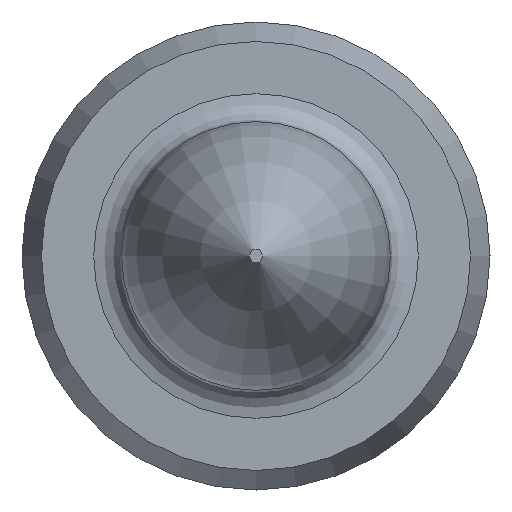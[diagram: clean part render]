
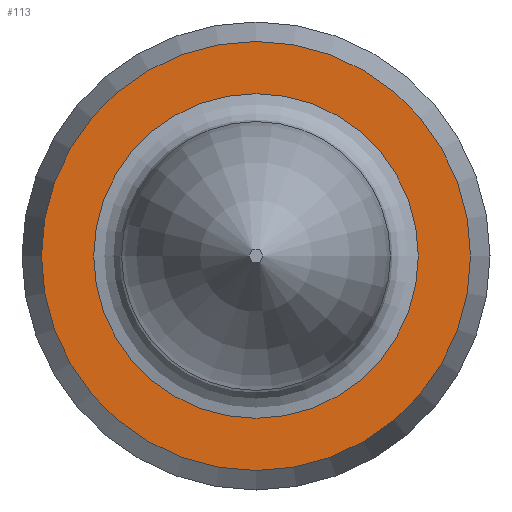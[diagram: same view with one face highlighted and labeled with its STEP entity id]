
A CAD part, left-side view. The second image highlights one B-rep face of the part: STEP entity #113.
In plain terms, the highlighted planar face has unit normal (-1, 0, 0).
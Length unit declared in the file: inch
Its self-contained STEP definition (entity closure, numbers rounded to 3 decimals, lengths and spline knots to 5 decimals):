
#7 = DIRECTION ( 'NONE',  ( 1., 0., 0. ) ) ;
#13 = PLANE ( 'NONE',  #106 ) ;
#46 = EDGE_LOOP ( 'NONE', ( #382 ) ) ;
#58 = DIRECTION ( 'NONE',  ( -1., 0., 0. ) ) ;
#85 = CIRCLE ( 'NONE', #551, 0.01165 ) ;
#106 = AXIS2_PLACEMENT_3D ( 'NONE', #726, #7, #873 ) ;
#113 = ADVANCED_FACE ( 'NONE', ( #774, #583 ), #13, .F. ) ;
#114 = CARTESIAN_POINT ( 'NONE',  ( 0., -0.01165, 0. ) ) ;
#160 = VERTEX_POINT ( 'NONE', #688 ) ;
#198 = CARTESIAN_POINT ( 'NONE',  ( 0., 0., 0. ) ) ;
#267 = DIRECTION ( 'NONE',  ( 0., -1., 0. ) ) ;
#362 = EDGE_CURVE ( 'NONE', #852, #852, #85, .T. ) ;
#380 = AXIS2_PLACEMENT_3D ( 'NONE', #198, #58, #267 ) ;
#382 = ORIENTED_EDGE ( 'NONE', *, *, #452, .T. ) ;
#408 = DIRECTION ( 'NONE',  ( 0., -1., 0. ) ) ;
#452 = EDGE_CURVE ( 'NONE', #160, #160, #886, .T. ) ;
#512 = EDGE_LOOP ( 'NONE', ( #536 ) ) ;
#536 = ORIENTED_EDGE ( 'NONE', *, *, #362, .F. ) ;
#551 = AXIS2_PLACEMENT_3D ( 'NONE', #690, #829, #408 ) ;
#583 = FACE_OUTER_BOUND ( 'NONE', #46, .T. ) ;
#688 = CARTESIAN_POINT ( 'NONE',  ( 0., -0.0154, 0. ) ) ;
#690 = CARTESIAN_POINT ( 'NONE',  ( 0., 0., 0. ) ) ;
#726 = CARTESIAN_POINT ( 'NONE',  ( 0., 0.01165, 0. ) ) ;
#774 = FACE_BOUND ( 'NONE', #512, .T. ) ;
#829 = DIRECTION ( 'NONE',  ( -1., 0., 0. ) ) ;
#852 = VERTEX_POINT ( 'NONE', #114 ) ;
#873 = DIRECTION ( 'NONE',  ( 0., 1., 0. ) ) ;
#886 = CIRCLE ( 'NONE', #380, 0.0154 ) ;
